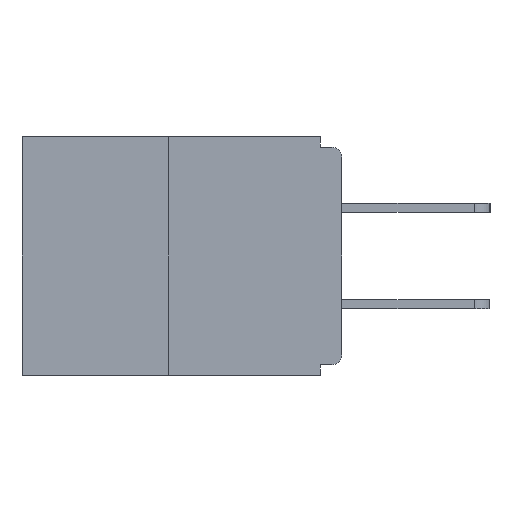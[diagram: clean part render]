
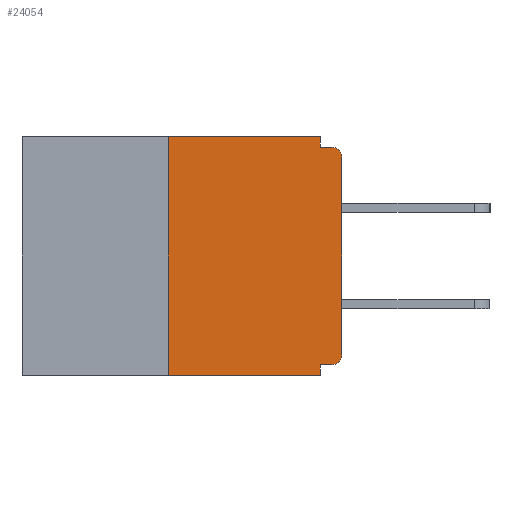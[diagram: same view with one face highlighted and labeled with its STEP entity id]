
A CAD part, left-side view. The second image highlights one B-rep face of the part: STEP entity #24054.
In plain terms, the highlighted planar face has unit normal (-1, 0, 0).
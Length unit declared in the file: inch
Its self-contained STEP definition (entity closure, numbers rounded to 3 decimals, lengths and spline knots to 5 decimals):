
#228 = EDGE_CURVE ( 'NONE', #17175, #19167, #1984, .T. ) ;
#834 = LINE ( 'NONE', #17061, #9467 ) ;
#1202 = ORIENTED_EDGE ( 'NONE', *, *, #7353, .T. ) ;
#1713 = VERTEX_POINT ( 'NONE', #11249 ) ;
#1764 = CARTESIAN_POINT ( 'NONE',  ( 0., 0.25, 0. ) ) ;
#1981 = EDGE_LOOP ( 'NONE', ( #4387, #12234, #1202, #16664, #20806, #16659, #25879, #2981, #24421, #11698 ) ) ;
#1984 = LINE ( 'NONE', #12235, #15047 ) ;
#2450 = LINE ( 'NONE', #10943, #25019 ) ;
#2492 = DIRECTION ( 'NONE',  ( 0., 0., -1. ) ) ;
#2981 = ORIENTED_EDGE ( 'NONE', *, *, #4507, .T. ) ;
#3454 = LINE ( 'NONE', #7636, #22306 ) ;
#4387 = ORIENTED_EDGE ( 'NONE', *, *, #16599, .F. ) ;
#4507 = EDGE_CURVE ( 'NONE', #1713, #19167, #13716, .T. ) ;
#4700 = DIRECTION ( 'NONE',  ( 0., 0., -1. ) ) ;
#5301 = CIRCLE ( 'NONE', #5748, 0.015 ) ;
#5748 = AXIS2_PLACEMENT_3D ( 'NONE', #12740, #14740, #2492 ) ;
#6301 = VERTEX_POINT ( 'NONE', #15402 ) ;
#6439 = LINE ( 'NONE', #26491, #23040 ) ;
#6551 = AXIS2_PLACEMENT_3D ( 'NONE', #14586, #18604, #18463 ) ;
#6607 = DIRECTION ( 'NONE',  ( -1., 0., 0. ) ) ;
#6779 = FACE_OUTER_BOUND ( 'NONE', #1981, .T. ) ;
#6858 = AXIS2_PLACEMENT_3D ( 'NONE', #6994, #6607, #4700 ) ;
#6870 = DIRECTION ( 'NONE',  ( 0., 0., -1. ) ) ;
#6994 = CARTESIAN_POINT ( 'NONE',  ( 0., 0.015, -0.03 ) ) ;
#7353 = EDGE_CURVE ( 'NONE', #17253, #17322, #6439, .T. ) ;
#7636 = CARTESIAN_POINT ( 'NONE',  ( 0., 0.46, 0. ) ) ;
#8313 = VERTEX_POINT ( 'NONE', #16829 ) ;
#8440 = DIRECTION ( 'NONE',  ( 0., -1., 0. ) ) ;
#8594 = VECTOR ( 'NONE', #16130, 39.37008 ) ;
#8618 = LINE ( 'NONE', #14786, #12436 ) ;
#9030 = CARTESIAN_POINT ( 'NONE',  ( 0., 0.25, -0.343 ) ) ;
#9407 = VECTOR ( 'NONE', #18137, 39.37008 ) ;
#9467 = VECTOR ( 'NONE', #6870, 39.37008 ) ;
#9841 = VERTEX_POINT ( 'NONE', #18988 ) ;
#10297 = VERTEX_POINT ( 'NONE', #23847 ) ;
#10943 = CARTESIAN_POINT ( 'NONE',  ( 0., 0.031, -0.343 ) ) ;
#11249 = CARTESIAN_POINT ( 'NONE',  ( 0., 0., -0.03 ) ) ;
#11408 = DIRECTION ( 'NONE',  ( 0., -1., 0. ) ) ;
#11698 = ORIENTED_EDGE ( 'NONE', *, *, #17237, .F. ) ;
#11862 = EDGE_CURVE ( 'NONE', #21620, #1713, #8618, .T. ) ;
#12234 = ORIENTED_EDGE ( 'NONE', *, *, #12399, .F. ) ;
#12235 = CARTESIAN_POINT ( 'NONE',  ( 0., 0., -0.015 ) ) ;
#12381 = EDGE_CURVE ( 'NONE', #8313, #10297, #18257, .T. ) ;
#12399 = EDGE_CURVE ( 'NONE', #17253, #6301, #26379, .T. ) ;
#12436 = VECTOR ( 'NONE', #15168, 39.37008 ) ;
#12740 = CARTESIAN_POINT ( 'NONE',  ( 0., 0.015, -0.313 ) ) ;
#13086 = DIRECTION ( 'NONE',  ( 0., 0., -1. ) ) ;
#13716 = CIRCLE ( 'NONE', #6858, 0.015 ) ;
#14586 = CARTESIAN_POINT ( 'NONE',  ( 0., 0.46, 0. ) ) ;
#14740 = DIRECTION ( 'NONE',  ( -1., 0., 0. ) ) ;
#14786 = CARTESIAN_POINT ( 'NONE',  ( 0., 0., 0. ) ) ;
#14927 = CARTESIAN_POINT ( 'NONE',  ( 0., 0.031, -0.343 ) ) ;
#15047 = VECTOR ( 'NONE', #8440, 39.37008 ) ;
#15168 = DIRECTION ( 'NONE',  ( 0., 0., 1. ) ) ;
#15402 = CARTESIAN_POINT ( 'NONE',  ( 0., 0.25, 0. ) ) ;
#16130 = DIRECTION ( 'NONE',  ( 0., 1., 0. ) ) ;
#16239 = DIRECTION ( 'NONE',  ( 0., -1., 0. ) ) ;
#16599 = EDGE_CURVE ( 'NONE', #6301, #9841, #3454, .T. ) ;
#16659 = ORIENTED_EDGE ( 'NONE', *, *, #25363, .T. ) ;
#16664 = ORIENTED_EDGE ( 'NONE', *, *, #22157, .F. ) ;
#16829 = CARTESIAN_POINT ( 'NONE',  ( 0., 0.015, -0.328 ) ) ;
#17061 = CARTESIAN_POINT ( 'NONE',  ( 0., 0.031, 0. ) ) ;
#17175 = VERTEX_POINT ( 'NONE', #23984 ) ;
#17237 = EDGE_CURVE ( 'NONE', #9841, #17175, #834, .T. ) ;
#17253 = VERTEX_POINT ( 'NONE', #9030 ) ;
#17322 = VERTEX_POINT ( 'NONE', #14927 ) ;
#18137 = DIRECTION ( 'NONE',  ( 0., 0., 1. ) ) ;
#18257 = LINE ( 'NONE', #24470, #8594 ) ;
#18463 = DIRECTION ( 'NONE',  ( 0., 0., -1. ) ) ;
#18604 = DIRECTION ( 'NONE',  ( 1., 0., 0. ) ) ;
#18988 = CARTESIAN_POINT ( 'NONE',  ( 0., 0.031, 0. ) ) ;
#19167 = VERTEX_POINT ( 'NONE', #19641 ) ;
#19641 = CARTESIAN_POINT ( 'NONE',  ( 0., 0.015, -0.015 ) ) ;
#20806 = ORIENTED_EDGE ( 'NONE', *, *, #12381, .F. ) ;
#21620 = VERTEX_POINT ( 'NONE', #22823 ) ;
#22157 = EDGE_CURVE ( 'NONE', #10297, #17322, #2450, .T. ) ;
#22306 = VECTOR ( 'NONE', #11408, 39.37008 ) ;
#22823 = CARTESIAN_POINT ( 'NONE',  ( 0., 0., -0.313 ) ) ;
#23040 = VECTOR ( 'NONE', #16239, 39.37008 ) ;
#23190 = PLANE ( 'NONE',  #6551 ) ;
#23847 = CARTESIAN_POINT ( 'NONE',  ( 0., 0.031, -0.328 ) ) ;
#23984 = CARTESIAN_POINT ( 'NONE',  ( 0., 0.031, -0.015 ) ) ;
#24054 = ADVANCED_FACE ( 'NONE', ( #6779 ), #23190, .F. ) ;
#24421 = ORIENTED_EDGE ( 'NONE', *, *, #228, .F. ) ;
#24470 = CARTESIAN_POINT ( 'NONE',  ( 0., 0., -0.328 ) ) ;
#25019 = VECTOR ( 'NONE', #13086, 39.37008 ) ;
#25363 = EDGE_CURVE ( 'NONE', #8313, #21620, #5301, .T. ) ;
#25879 = ORIENTED_EDGE ( 'NONE', *, *, #11862, .T. ) ;
#26379 = LINE ( 'NONE', #1764, #9407 ) ;
#26491 = CARTESIAN_POINT ( 'NONE',  ( 0., 0.46, -0.343 ) ) ;
